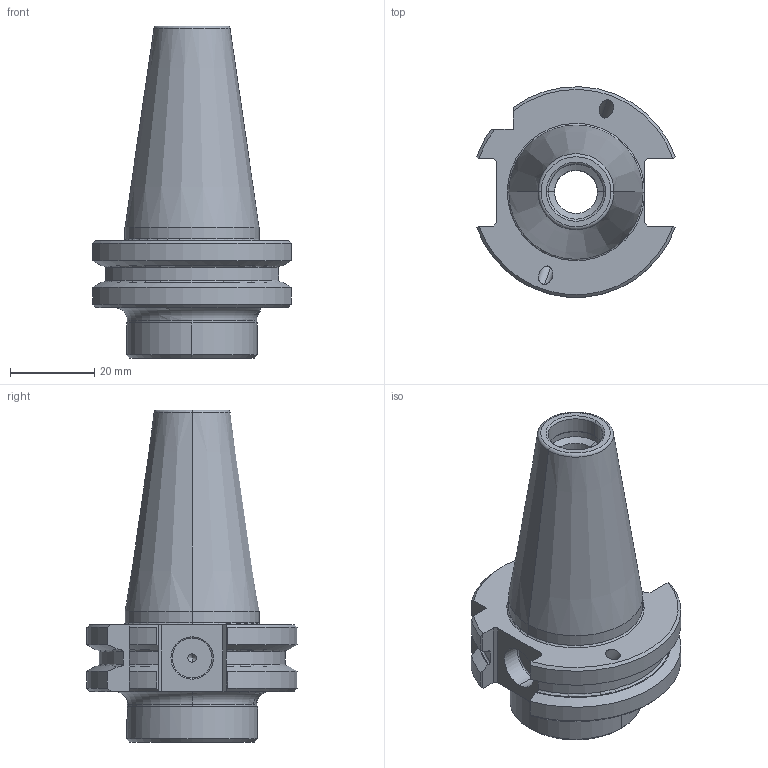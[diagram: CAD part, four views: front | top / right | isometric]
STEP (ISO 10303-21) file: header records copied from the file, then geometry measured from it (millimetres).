
FILE_DESCRIPTION(('no description'),'unknown implementation level');
FILE_NAME('780705CA-25AE-476B-AE1F-0F404A6FB32B_export.stp',' ',('CIMSOURCE GmbH'),('CADClick - KiM GmbH - www.kimweb.de'),'unknown preprocess','ACIS','unknown authorization');
FILE_SCHEMA(('automotive_design'));
Length unit declared in the file: millimetre
Products named in the file (2): 323.701 Kaiser SK30 VBD X CK3 X 47|690.433 Kaiser ETL M6 X 8,5 CK3;Schnitt-Linear austragen2; 323.701 Kaiser SK30 VBD X CK3 X 47|323.701 Kaiser SK30 VBD X CK3 X 47;Rotation2
Bounding box: 47.04 x 49.85 x 78.65 mm (x, y, z)
Volume: 48748.3 mm3; surface area: 15073.8 mm2
Topology: 2 solids, 2 shells, 189 faces, 495 edges, 310 vertices
Faces by surface type: plane 61, cylinder 60, cone 49, torus 16, bspline 3
Entity records: 12212 total; most frequent: CARTESIAN_POINT 2052, STYLED_ITEM 992, PRESENTATION_STYLE_ASSIGNMENT 992, COLOUR_RGB 992, ORIENTED_EDGE 982, DIRECTION 981, EDGE_CURVE 491, CURVE_STYLE 491
